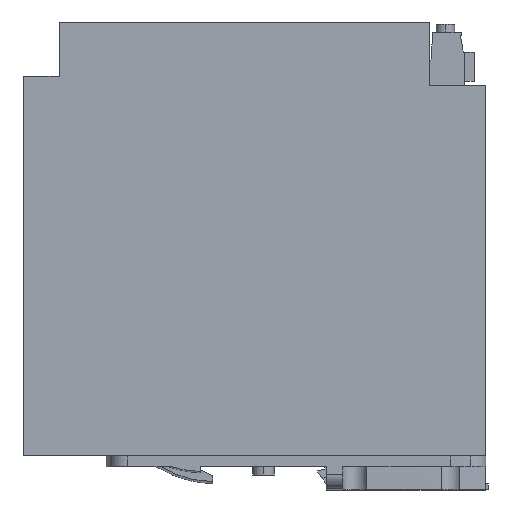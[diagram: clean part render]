
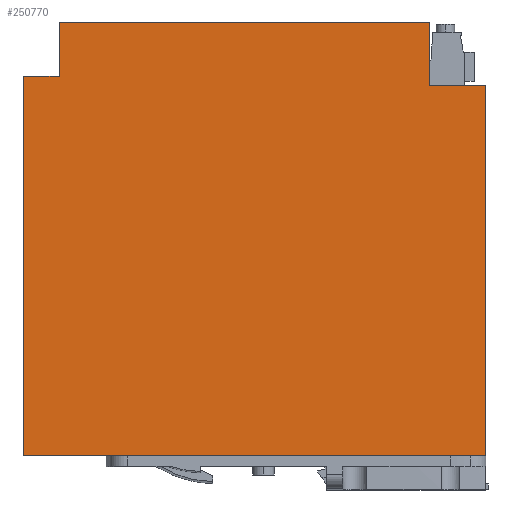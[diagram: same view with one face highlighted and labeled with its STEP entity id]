
A CAD part, left-side view. The second image highlights one B-rep face of the part: STEP entity #250770.
In plain terms, the highlighted face is planar.
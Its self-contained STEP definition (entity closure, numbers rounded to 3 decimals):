
#980=CARTESIAN_POINT('',(101.762,0.,-15.446));
#990=DIRECTION('',(0.,-1.,0.));
#1000=VECTOR('',#990,1.);
#1010=LINE('',#980,#1000);
#1020=CARTESIAN_POINT('',(101.762,123.,-15.446));
#1030=VERTEX_POINT('',#1020);
#1040=CARTESIAN_POINT('',(101.762,19.,-15.446));
#1050=VERTEX_POINT('',#1040);
#1060=EDGE_CURVE('',#1030,#1050,#1010,.T.);
#83440=CARTESIAN_POINT('',(84.134,19.,-12.338));
#83450=VERTEX_POINT('',#83440);
#83780=CARTESIAN_POINT('',(84.134,3.,-12.338));
#83790=VERTEX_POINT('',#83780);
#83820=CARTESIAN_POINT('',(84.134,0.,-12.338));
#83830=DIRECTION('',(0.,1.,0.));
#83840=VECTOR('',#83830,1.);
#83850=LINE('',#83820,#83840);
#83860=EDGE_CURVE('',#83790,#83450,#83850,.T.);
#84360=CARTESIAN_POINT('',(0.,19.,2.497));
#84370=DIRECTION('',(0.985,0.,-0.174));
#84380=VECTOR('',#84370,1.);
#84390=LINE('',#84360,#84380);
#84400=EDGE_CURVE('',#83450,#1050,#84390,.T.);
#139110=CARTESIAN_POINT('',(86.694,133.,-12.789));
#139120=VERTEX_POINT('',#139110);
#139150=CARTESIAN_POINT('',(0.,133.,2.497));
#139160=DIRECTION('',(0.985,0.,-0.174));
#139170=VECTOR('',#139160,1.);
#139180=LINE('',#139150,#139170);
#139190=CARTESIAN_POINT('',(-18.385,133.,5.739));
#139200=VERTEX_POINT('',#139190);
#139210=EDGE_CURVE('',#139200,#139120,#139180,.T.);
#142740=CARTESIAN_POINT('',(86.694,0.,-12.789));
#142750=DIRECTION('',(0.,-1.,0.));
#142760=VECTOR('',#142750,1.);
#142770=LINE('',#142740,#142760);
#142780=CARTESIAN_POINT('',(86.694,123.,-12.789));
#142790=VERTEX_POINT('',#142780);
#142800=EDGE_CURVE('',#139120,#142790,#142770,.T.);
#143680=CARTESIAN_POINT('',(0.,123.,2.497));
#143690=DIRECTION('',(0.985,0.,-0.174));
#143700=VECTOR('',#143690,1.);
#143710=LINE('',#143680,#143700);
#143720=EDGE_CURVE('',#142790,#1030,#143710,.T.);
#243890=CARTESIAN_POINT('',(-18.385,3.,5.739));
#243900=VERTEX_POINT('',#243890);
#243930=CARTESIAN_POINT('',(0.,3.,2.497));
#243940=DIRECTION('',(-0.985,0.,0.174));
#243950=VECTOR('',#243940,1.);
#243960=LINE('',#243930,#243950);
#243970=EDGE_CURVE('',#83790,#243900,#243960,.T.);
#250570=CARTESIAN_POINT('',(-21.697,-0.256,
6.323));
#250580=DIRECTION('',(0.174,-0.,0.985));
#250590=DIRECTION('',(0.985,0.,-0.174));
#250600=AXIS2_PLACEMENT_3D('',#250570,#250580,#250590);
#250610=PLANE('',#250600);
#250620=ORIENTED_EDGE('',*,*,#139210,.F.);
#250630=ORIENTED_EDGE('',*,*,#142800,.F.);
#250640=ORIENTED_EDGE('',*,*,#143720,.F.);
#250650=ORIENTED_EDGE('',*,*,#1060,.F.);
#250660=ORIENTED_EDGE('',*,*,#84400,.T.);
#250670=ORIENTED_EDGE('',*,*,#83860,.T.);
#250680=ORIENTED_EDGE('',*,*,#243970,.F.);
#250690=CARTESIAN_POINT('',(-18.385,0.,5.739));
#250700=DIRECTION('',(0.,-1.,0.));
#250710=VECTOR('',#250700,1.);
#250720=LINE('',#250690,#250710);
#250730=EDGE_CURVE('',#139200,#243900,#250720,.T.);
#250740=ORIENTED_EDGE('',*,*,#250730,.T.);
#250750=EDGE_LOOP('',(#250740,#250680,#250670,#250660,#250650,#250640,
#250630,#250620));
#250760=FACE_OUTER_BOUND('',#250750,.T.);
#250770=ADVANCED_FACE('',(#250760),#250610,.T.);
